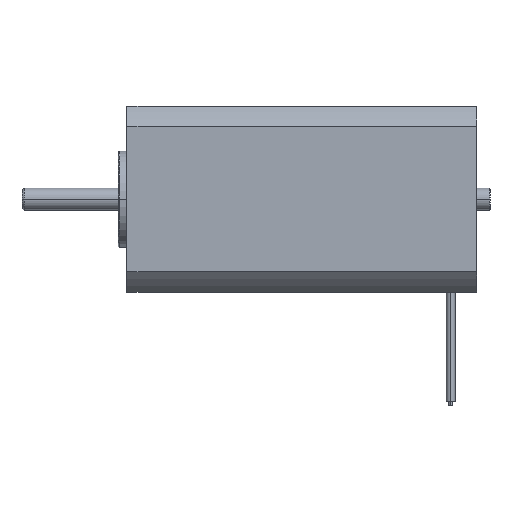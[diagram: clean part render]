
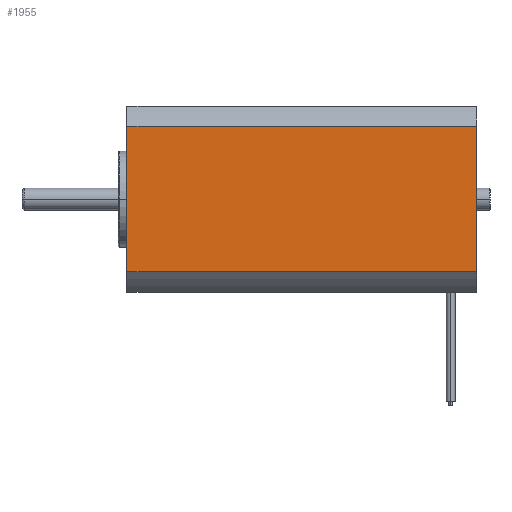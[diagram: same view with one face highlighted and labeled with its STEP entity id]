
A CAD part, top view. The second image highlights one B-rep face of the part: STEP entity #1955.
In plain terms, the highlighted planar face has unit normal (0, 0, 1).
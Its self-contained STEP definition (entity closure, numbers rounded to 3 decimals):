
#7 = AXIS2_PLACEMENT_3D ( 'NONE', #260, #461, #1208 ) ;
#12 = ORIENTED_EDGE ( 'NONE', *, *, #1270, .F. ) ;
#30 = DIRECTION ( 'NONE',  ( 0., -1., 0. ) ) ;
#128 = CARTESIAN_POINT ( 'NONE',  ( 80., 16.656, 21.25 ) ) ;
#210 = VECTOR ( 'NONE', #1770, 1000. ) ;
#216 = ORIENTED_EDGE ( 'NONE', *, *, #1011, .T. ) ;
#260 = CARTESIAN_POINT ( 'NONE',  ( 80., 16.656, 21.25 ) ) ;
#454 = EDGE_CURVE ( 'NONE', #639, #2331, #1305, .T. ) ;
#461 = DIRECTION ( 'NONE',  ( 0., 0., -1. ) ) ;
#486 = CARTESIAN_POINT ( 'NONE',  ( 80., -16.656, 21.25 ) ) ;
#615 = CARTESIAN_POINT ( 'NONE',  ( 0., 16.656, 21.25 ) ) ;
#639 = VERTEX_POINT ( 'NONE', #1301 ) ;
#685 = VERTEX_POINT ( 'NONE', #1138 ) ;
#849 = LINE ( 'NONE', #1961, #2329 ) ;
#906 = ORIENTED_EDGE ( 'NONE', *, *, #454, .T. ) ;
#964 = VECTOR ( 'NONE', #30, 1000. ) ;
#994 = EDGE_LOOP ( 'NONE', ( #216, #1855, #12, #906 ) ) ;
#1011 = EDGE_CURVE ( 'NONE', #2331, #685, #849, .T. ) ;
#1138 = CARTESIAN_POINT ( 'NONE',  ( 0., -16.656, 21.25 ) ) ;
#1182 = PLANE ( 'NONE',  #7 ) ;
#1200 = LINE ( 'NONE', #1866, #964 ) ;
#1208 = DIRECTION ( 'NONE',  ( -1., 0., 0. ) ) ;
#1270 = EDGE_CURVE ( 'NONE', #639, #2066, #1200, .T. ) ;
#1301 = CARTESIAN_POINT ( 'NONE',  ( 80., 16.656, 21.25 ) ) ;
#1305 = LINE ( 'NONE', #128, #2005 ) ;
#1578 = DIRECTION ( 'NONE',  ( 0., -1., 0. ) ) ;
#1687 = LINE ( 'NONE', #2120, #210 ) ;
#1770 = DIRECTION ( 'NONE',  ( -1., 0., 0. ) ) ;
#1844 = EDGE_CURVE ( 'NONE', #2066, #685, #1687, .T. ) ;
#1855 = ORIENTED_EDGE ( 'NONE', *, *, #1844, .F. ) ;
#1866 = CARTESIAN_POINT ( 'NONE',  ( 80., 16.656, 21.25 ) ) ;
#1955 = ADVANCED_FACE ( 'NONE', ( #2206 ), #1182, .F. ) ;
#1961 = CARTESIAN_POINT ( 'NONE',  ( 0., 16.656, 21.25 ) ) ;
#1973 = DIRECTION ( 'NONE',  ( -1., 0., 0. ) ) ;
#2005 = VECTOR ( 'NONE', #1973, 1000. ) ;
#2066 = VERTEX_POINT ( 'NONE', #486 ) ;
#2120 = CARTESIAN_POINT ( 'NONE',  ( 80., -16.656, 21.25 ) ) ;
#2206 = FACE_OUTER_BOUND ( 'NONE', #994, .T. ) ;
#2329 = VECTOR ( 'NONE', #1578, 1000. ) ;
#2331 = VERTEX_POINT ( 'NONE', #615 ) ;
